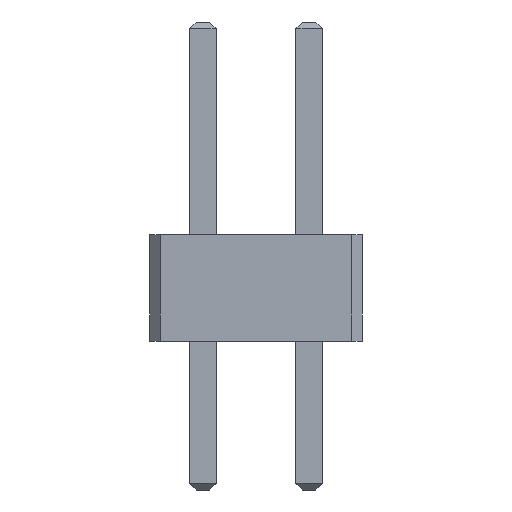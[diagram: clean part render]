
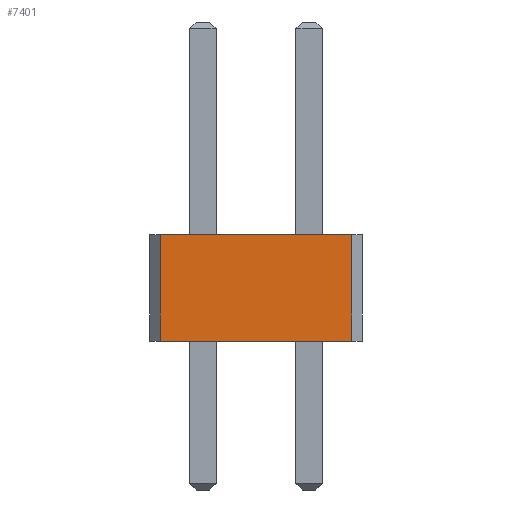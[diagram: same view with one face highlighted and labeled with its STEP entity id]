
A CAD part, front view. The second image highlights one B-rep face of the part: STEP entity #7401.
In plain terms, the highlighted planar face has unit normal (0, -1, 0).
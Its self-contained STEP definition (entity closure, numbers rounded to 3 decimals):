
#599 = VERTEX_POINT('',#600);
#600 = CARTESIAN_POINT('',(2.8,-43.,0.));
#606 = EDGE_CURVE('',#607,#599,#609,.T.);
#607 = VERTEX_POINT('',#608);
#608 = CARTESIAN_POINT('',(-0.8,-43.,0.));
#609 = LINE('',#610,#611);
#610 = CARTESIAN_POINT('',(-1.,-43.,0.));
#611 = VECTOR('',#612,1.);
#612 = DIRECTION('',(1.,0.,0.));
#3191 = VERTEX_POINT('',#3192);
#3192 = CARTESIAN_POINT('',(-0.8,-43.,2.));
#3198 = EDGE_CURVE('',#3191,#3199,#3201,.T.);
#3199 = VERTEX_POINT('',#3200);
#3200 = CARTESIAN_POINT('',(2.8,-43.,2.));
#3201 = LINE('',#3202,#3203);
#3202 = CARTESIAN_POINT('',(-1.,-43.,2.));
#3203 = VECTOR('',#3204,1.);
#3204 = DIRECTION('',(1.,0.,0.));
#7391 = EDGE_CURVE('',#607,#3191,#7392,.T.);
#7392 = LINE('',#7393,#7394);
#7393 = CARTESIAN_POINT('',(-0.8,-43.,0.));
#7394 = VECTOR('',#7395,1.);
#7395 = DIRECTION('',(0.,0.,1.));
#7401 = ADVANCED_FACE('',(#7402),#7413,.F.);
#7402 = FACE_BOUND('',#7403,.F.);
#7403 = EDGE_LOOP('',(#7404,#7405,#7406,#7407));
#7404 = ORIENTED_EDGE('',*,*,#606,.F.);
#7405 = ORIENTED_EDGE('',*,*,#7391,.T.);
#7406 = ORIENTED_EDGE('',*,*,#3198,.T.);
#7407 = ORIENTED_EDGE('',*,*,#7408,.F.);
#7408 = EDGE_CURVE('',#599,#3199,#7409,.T.);
#7409 = LINE('',#7410,#7411);
#7410 = CARTESIAN_POINT('',(2.8,-43.,0.));
#7411 = VECTOR('',#7412,1.);
#7412 = DIRECTION('',(0.,0.,1.));
#7413 = PLANE('',#7414);
#7414 = AXIS2_PLACEMENT_3D('',#7415,#7416,#7417);
#7415 = CARTESIAN_POINT('',(-1.,-43.,0.));
#7416 = DIRECTION('',(0.,1.,0.));
#7417 = DIRECTION('',(1.,0.,0.));
